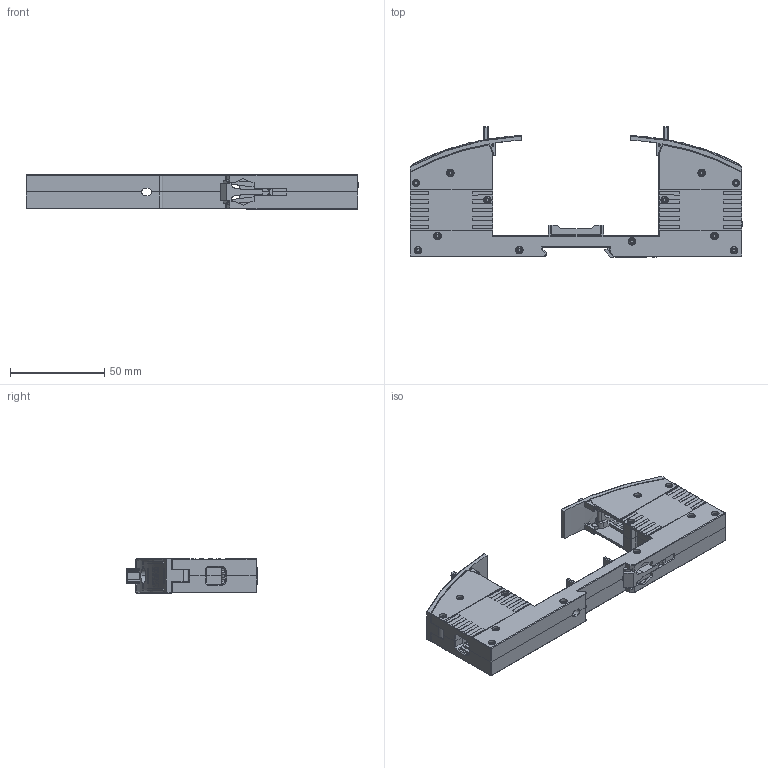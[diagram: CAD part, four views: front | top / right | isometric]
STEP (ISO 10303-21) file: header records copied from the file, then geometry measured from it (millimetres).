
FILE_DESCRIPTION (( 'STEP AP214' ), '1' );
FILE_NAME ('2CQP9.250.001脣匿宒菁釱.STEP', '2023-11-22T00:32:16', ( '' ), ( '' ), 'SwSTEP 2.0', 'SolidWorks 2019', '' );
FILE_SCHEMA (( 'AUTOMOTIVE_DESIGN' ));
Length unit declared in the file: millimetre
Products named in the file (12): 8CQP9.315.001裔; 8CQP9.300.001誘啣_荂盄繚芞; 8CQP9.100.001標啣; 8CQP9.300.001誘啣_荂妀梓; 8CQP9.900.001蹟隊; 复件 8CQY2.947.001铝铆钉(1P)^2CQP9.250.001插拔式底座_铆后;  8CQP9.140.001縐啣; 2CQP9.250.001脣匿宒菁釱;  8CQP9.110.001絳盄標_す菁; 8CQP9.270.001癹弇啣; 8CQP9.024.001價釱; 8CQP9.557.001諉盄啣
Assembly tree (27 placements, depth 2):
  2CQP9.250.001脣匿宒菁釱
    8CQP9.024.001價釱
    8CQP9.557.001諉盄啣  x2
    8CQP9.100.001標啣  x2
    8CQP9.300.001誘啣_荂盄繚芞
    8CQP9.300.001誘啣_荂妀梓
    8CQP9.270.001癹弇啣  x2
    8CQP9.315.001裔
     8CQP9.110.001絳盄標_す菁  x2
    8CQP9.900.001蹟隊  x2
    复件 8CQY2.947.001铝铆钉(1P)^2CQP9.250.001插拔式底座_铆后  x12
     8CQP9.140.001縐啣
Bounding box: 176 x 69.16 x 18.1 mm (x, y, z)
Volume: 53333.3 mm3; surface area: 71810.3 mm2
Topology: 27 solids, 27 shells, 3275 faces, 9095 edges, 6044 vertices
Faces by surface type: plane 1861, cylinder 1166, torus 131, bspline 61, cone 36, sphere 20
Entity records: 93268 total; most frequent: CARTESIAN_POINT 21029, ORIENTED_EDGE 15258, DIRECTION 14261, EDGE_CURVE 7629, VERTEX_POINT 5127, LINE 5055, VECTOR 5055, AXIS2_PLACEMENT_3D 4603
